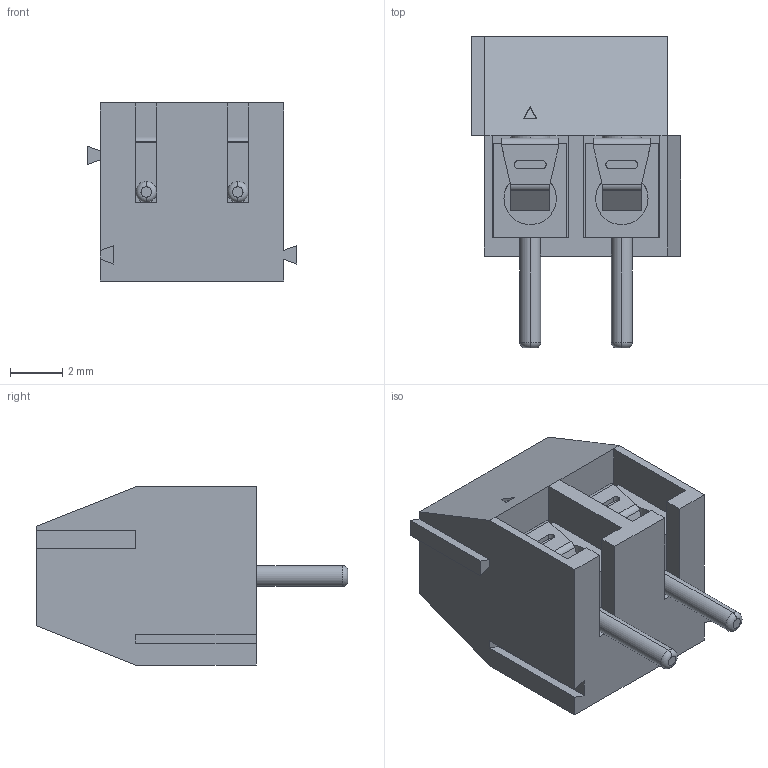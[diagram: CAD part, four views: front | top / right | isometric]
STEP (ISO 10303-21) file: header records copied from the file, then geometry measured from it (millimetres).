
FILE_DESCRIPTION (( 'STEP AP214' ), '1' );
FILE_NAME ('DG350-3.96-02P-12-00AH.STEP', '2021-01-18T04:40:18', ( '' ), ( '' ), 'SwSTEP 2.0', 'SolidWorks 2020', '' );
FILE_SCHEMA (( 'AUTOMOTIVE_DESIGN' ));
Length unit declared in the file: millimetre
Products named in the file (1): DG350-3.96-02P-12-00AH
Bounding box: 8 x 11.9 x 6.8 mm (x, y, z)
Volume: 287.2 mm3; surface area: 714.3 mm2
Topology: 1 solids, 1 shells, 434 faces, 1154 edges, 756 vertices
Faces by surface type: plane 216, bspline 166, cylinder 30, torus 18, cone 4
Entity records: 25886 total; most frequent: CARTESIAN_POINT 12111, ORIENTED_EDGE 2308, DIRECTION 1448, EDGE_CURVE 1154, VERTEX_POINT 756, VECTOR 702, LINE 702, EDGE_LOOP 474
